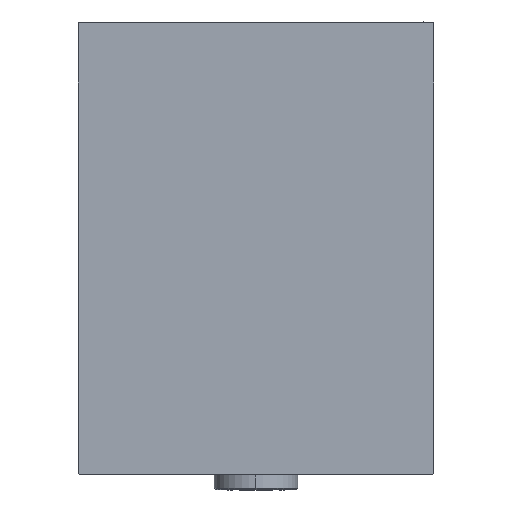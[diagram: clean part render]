
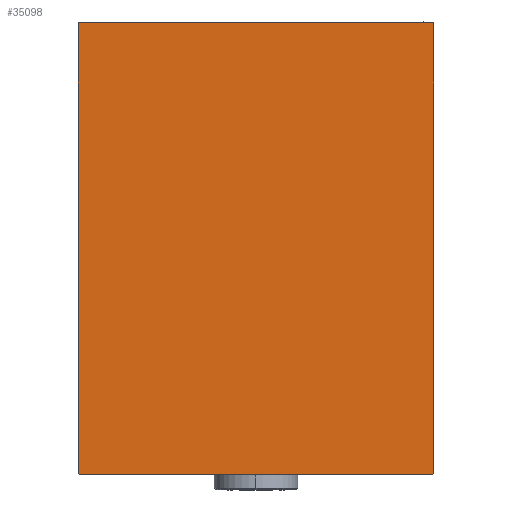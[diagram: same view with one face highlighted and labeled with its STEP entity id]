
A CAD part, left-side view. The second image highlights one B-rep face of the part: STEP entity #35098.
In plain terms, the highlighted face is planar.
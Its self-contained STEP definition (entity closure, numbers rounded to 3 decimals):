
#10 = ORIENTED_EDGE ( 'NONE', *, *, #1171, .T. ) ;
#1171 = EDGE_CURVE ( 'NONE', #37506, #35699, #14120, .T. ) ;
#3946 = CARTESIAN_POINT ( 'NONE',  ( 293., 62.35, -62.35 ) ) ;
#3966 = FACE_OUTER_BOUND ( 'NONE', #26039, .T. ) ;
#4000 = ORIENTED_EDGE ( 'NONE', *, *, #33938, .T. ) ;
#4335 = VECTOR ( 'NONE', #7250, 1000. ) ;
#6103 = CARTESIAN_POINT ( 'NONE',  ( 293., 55., -69.7 ) ) ;
#7250 = DIRECTION ( 'NONE',  ( 0., -0.707, 0.707 ) ) ;
#10409 = ORIENTED_EDGE ( 'NONE', *, *, #22686, .T. ) ;
#11031 = LINE ( 'NONE', #35728, #15529 ) ;
#11184 = CARTESIAN_POINT ( 'NONE',  ( 293., 62.35, 62.35 ) ) ;
#11373 = DIRECTION ( 'NONE',  ( 0., 1., 0. ) ) ;
#11593 = ORIENTED_EDGE ( 'NONE', *, *, #31544, .T. ) ;
#11797 = EDGE_CURVE ( 'NONE', #42569, #19890, #24689, .T. ) ;
#12193 = CARTESIAN_POINT ( 'NONE',  ( 293., -54.7, -70. ) ) ;
#14120 = LINE ( 'NONE', #35091, #18237 ) ;
#14435 = EDGE_CURVE ( 'NONE', #35699, #45152, #32895, .T. ) ;
#14781 = VECTOR ( 'NONE', #18128, 1000. ) ;
#15293 = VECTOR ( 'NONE', #40001, 1000. ) ;
#15529 = VECTOR ( 'NONE', #38526, 1000. ) ;
#15599 = VECTOR ( 'NONE', #11373, 1000. ) ;
#18128 = DIRECTION ( 'NONE',  ( 0., 0.707, 0.707 ) ) ;
#18237 = VECTOR ( 'NONE', #28334, 1000. ) ;
#19890 = VERTEX_POINT ( 'NONE', #12193 ) ;
#21404 = LINE ( 'NONE', #3946, #14781 ) ;
#22045 = ORIENTED_EDGE ( 'NONE', *, *, #11797, .T. ) ;
#22227 = VECTOR ( 'NONE', #40540, 1000. ) ;
#22686 = EDGE_CURVE ( 'NONE', #27195, #25995, #26267, .T. ) ;
#23200 = PLANE ( 'NONE',  #28171 ) ;
#24689 = LINE ( 'NONE', #28633, #28108 ) ;
#24898 = LINE ( 'NONE', #43262, #15599 ) ;
#25995 = VERTEX_POINT ( 'NONE', #37776 ) ;
#26039 = EDGE_LOOP ( 'NONE', ( #4000, #43334, #10409, #30795, #10, #36776, #11593, #22045 ) ) ;
#26267 = LINE ( 'NONE', #36289, #15293 ) ;
#27195 = VERTEX_POINT ( 'NONE', #6103 ) ;
#28108 = VECTOR ( 'NONE', #38879, 1000. ) ;
#28171 = AXIS2_PLACEMENT_3D ( 'NONE', #35856, #39574, #28870 ) ;
#28334 = DIRECTION ( 'NONE',  ( 0., -1., 0. ) ) ;
#28633 = CARTESIAN_POINT ( 'NONE',  ( 293., -62.35, -62.35 ) ) ;
#28870 = DIRECTION ( 'NONE',  ( 0., 0., -1. ) ) ;
#29908 = EDGE_CURVE ( 'NONE', #25995, #37506, #39597, .T. ) ;
#30795 = ORIENTED_EDGE ( 'NONE', *, *, #29908, .T. ) ;
#30933 = VERTEX_POINT ( 'NONE', #33756 ) ;
#31020 = EDGE_CURVE ( 'NONE', #30933, #27195, #21404, .T. ) ;
#31051 = CARTESIAN_POINT ( 'NONE',  ( 293., -55., -69.7 ) ) ;
#31544 = EDGE_CURVE ( 'NONE', #45152, #42569, #11031, .T. ) ;
#32895 = LINE ( 'NONE', #33577, #22227 ) ;
#33577 = CARTESIAN_POINT ( 'NONE',  ( 293., -62.35, 62.35 ) ) ;
#33756 = CARTESIAN_POINT ( 'NONE',  ( 293., 54.7, -70. ) ) ;
#33938 = EDGE_CURVE ( 'NONE', #19890, #30933, #24898, .T. ) ;
#34167 = CARTESIAN_POINT ( 'NONE',  ( 293., -55., 69.7 ) ) ;
#35091 = CARTESIAN_POINT ( 'NONE',  ( 293., 55., 70. ) ) ;
#35098 = ADVANCED_FACE ( 'NONE', ( #3966 ), #23200, .T. ) ;
#35699 = VERTEX_POINT ( 'NONE', #41364 ) ;
#35728 = CARTESIAN_POINT ( 'NONE',  ( 293., -55., 70. ) ) ;
#35856 = CARTESIAN_POINT ( 'NONE',  ( 293., 0., 0. ) ) ;
#36289 = CARTESIAN_POINT ( 'NONE',  ( 293., 55., -70. ) ) ;
#36776 = ORIENTED_EDGE ( 'NONE', *, *, #14435, .T. ) ;
#37506 = VERTEX_POINT ( 'NONE', #41897 ) ;
#37776 = CARTESIAN_POINT ( 'NONE',  ( 293., 55., 69.7 ) ) ;
#38526 = DIRECTION ( 'NONE',  ( 0., 0., -1. ) ) ;
#38879 = DIRECTION ( 'NONE',  ( 0., 0.707, -0.707 ) ) ;
#39574 = DIRECTION ( 'NONE',  ( 1., 0., 0. ) ) ;
#39597 = LINE ( 'NONE', #11184, #4335 ) ;
#40001 = DIRECTION ( 'NONE',  ( 0., 0., 1. ) ) ;
#40540 = DIRECTION ( 'NONE',  ( 0., -0.707, -0.707 ) ) ;
#41364 = CARTESIAN_POINT ( 'NONE',  ( 293., -54.7, 70. ) ) ;
#41897 = CARTESIAN_POINT ( 'NONE',  ( 293., 54.7, 70. ) ) ;
#42569 = VERTEX_POINT ( 'NONE', #31051 ) ;
#43262 = CARTESIAN_POINT ( 'NONE',  ( 293., -55., -70. ) ) ;
#43334 = ORIENTED_EDGE ( 'NONE', *, *, #31020, .T. ) ;
#45152 = VERTEX_POINT ( 'NONE', #34167 ) ;
